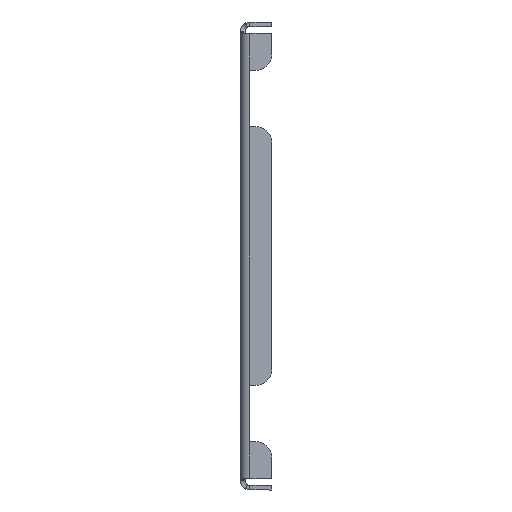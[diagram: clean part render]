
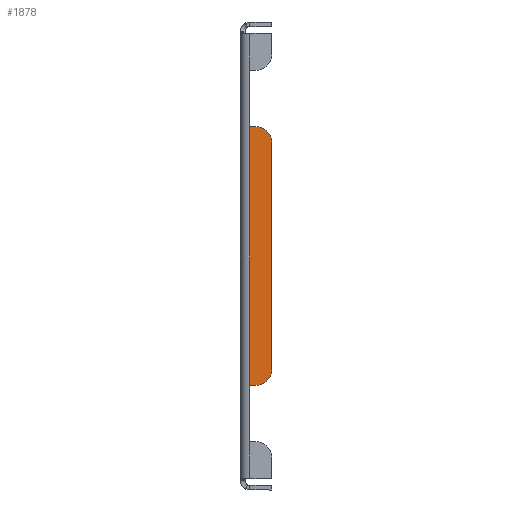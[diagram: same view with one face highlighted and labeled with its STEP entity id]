
A CAD part, left-side view. The second image highlights one B-rep face of the part: STEP entity #1878.
In plain terms, the highlighted planar face has unit normal (-1, 0, 0).
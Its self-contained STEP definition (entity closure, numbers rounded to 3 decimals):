
#96 = DIRECTION ( 'NONE',  ( -1., 0., 0. ) ) ;
#168 = CARTESIAN_POINT ( 'NONE',  ( -273.5, -5., -41.5 ) ) ;
#238 = CARTESIAN_POINT ( 'NONE',  ( -273.5, -10., 36.5 ) ) ;
#266 = EDGE_LOOP ( 'NONE', ( #2925, #3264, #3324, #1521, #891, #3804 ) ) ;
#269 = CIRCLE ( 'NONE', #1108, 5. ) ;
#411 = FACE_OUTER_BOUND ( 'NONE', #266, .T. ) ;
#430 = CARTESIAN_POINT ( 'NONE',  ( -273.5, 270.693, 0. ) ) ;
#545 = DIRECTION ( 'NONE',  ( 0., -1., 0. ) ) ;
#592 = LINE ( 'NONE', #3975, #2648 ) ;
#719 = EDGE_CURVE ( 'NONE', #1197, #3113, #1937, .T. ) ;
#723 = DIRECTION ( 'NONE',  ( 0., 0., -1. ) ) ;
#734 = LINE ( 'NONE', #1020, #1409 ) ;
#891 = ORIENTED_EDGE ( 'NONE', *, *, #719, .F. ) ;
#1020 = CARTESIAN_POINT ( 'NONE',  ( -273.5, -10., -71.346 ) ) ;
#1060 = CARTESIAN_POINT ( 'NONE',  ( -273.5, -5., 41.5 ) ) ;
#1108 = AXIS2_PLACEMENT_3D ( 'NONE', #1987, #3230, #1681 ) ;
#1197 = VERTEX_POINT ( 'NONE', #168 ) ;
#1279 = VERTEX_POINT ( 'NONE', #238 ) ;
#1409 = VECTOR ( 'NONE', #3775, 1000. ) ;
#1521 = ORIENTED_EDGE ( 'NONE', *, *, #3285, .T. ) ;
#1616 = CARTESIAN_POINT ( 'NONE',  ( -273.5, 270.693, -41.5 ) ) ;
#1676 = EDGE_CURVE ( 'NONE', #1197, #2019, #1742, .T. ) ;
#1681 = DIRECTION ( 'NONE',  ( 0., -1., 0. ) ) ;
#1684 = EDGE_CURVE ( 'NONE', #3485, #3001, #592, .T. ) ;
#1742 = CIRCLE ( 'NONE', #3885, 5. ) ;
#1878 = ADVANCED_FACE ( 'NONE', ( #411 ), #3862, .T. ) ;
#1937 = LINE ( 'NONE', #1616, #2935 ) ;
#1967 = CARTESIAN_POINT ( 'NONE',  ( -273.5, -3., 0. ) ) ;
#1987 = CARTESIAN_POINT ( 'NONE',  ( -273.5, -5., 36.5 ) ) ;
#2019 = VERTEX_POINT ( 'NONE', #2112 ) ;
#2072 = CARTESIAN_POINT ( 'NONE',  ( -273.5, -5., -36.5 ) ) ;
#2112 = CARTESIAN_POINT ( 'NONE',  ( -273.5, -10., -36.5 ) ) ;
#2144 = VECTOR ( 'NONE', #723, 1000. ) ;
#2234 = EDGE_CURVE ( 'NONE', #1279, #2019, #734, .T. ) ;
#2294 = LINE ( 'NONE', #1967, #2144 ) ;
#2543 = DIRECTION ( 'NONE',  ( 0., 0., 1. ) ) ;
#2648 = VECTOR ( 'NONE', #3932, 1000. ) ;
#2759 = CARTESIAN_POINT ( 'NONE',  ( -273.5, -3., -41.5 ) ) ;
#2866 = DIRECTION ( 'NONE',  ( 0., 1., 0. ) ) ;
#2925 = ORIENTED_EDGE ( 'NONE', *, *, #2234, .F. ) ;
#2935 = VECTOR ( 'NONE', #2866, 1000. ) ;
#3001 = VERTEX_POINT ( 'NONE', #1060 ) ;
#3113 = VERTEX_POINT ( 'NONE', #2759 ) ;
#3230 = DIRECTION ( 'NONE',  ( -1., 0., 0. ) ) ;
#3264 = ORIENTED_EDGE ( 'NONE', *, *, #3344, .T. ) ;
#3285 = EDGE_CURVE ( 'NONE', #3485, #3113, #2294, .T. ) ;
#3324 = ORIENTED_EDGE ( 'NONE', *, *, #1684, .F. ) ;
#3341 = DIRECTION ( 'NONE',  ( -1., 0., 0. ) ) ;
#3344 = EDGE_CURVE ( 'NONE', #1279, #3001, #269, .T. ) ;
#3485 = VERTEX_POINT ( 'NONE', #3996 ) ;
#3694 = AXIS2_PLACEMENT_3D ( 'NONE', #430, #96, #2543 ) ;
#3775 = DIRECTION ( 'NONE',  ( 0., 0., -1. ) ) ;
#3804 = ORIENTED_EDGE ( 'NONE', *, *, #1676, .T. ) ;
#3862 = PLANE ( 'NONE',  #3694 ) ;
#3885 = AXIS2_PLACEMENT_3D ( 'NONE', #2072, #3341, #545 ) ;
#3932 = DIRECTION ( 'NONE',  ( 0., -1., 0. ) ) ;
#3975 = CARTESIAN_POINT ( 'NONE',  ( -273.5, 270.693, 41.5 ) ) ;
#3996 = CARTESIAN_POINT ( 'NONE',  ( -273.5, -3., 41.5 ) ) ;
